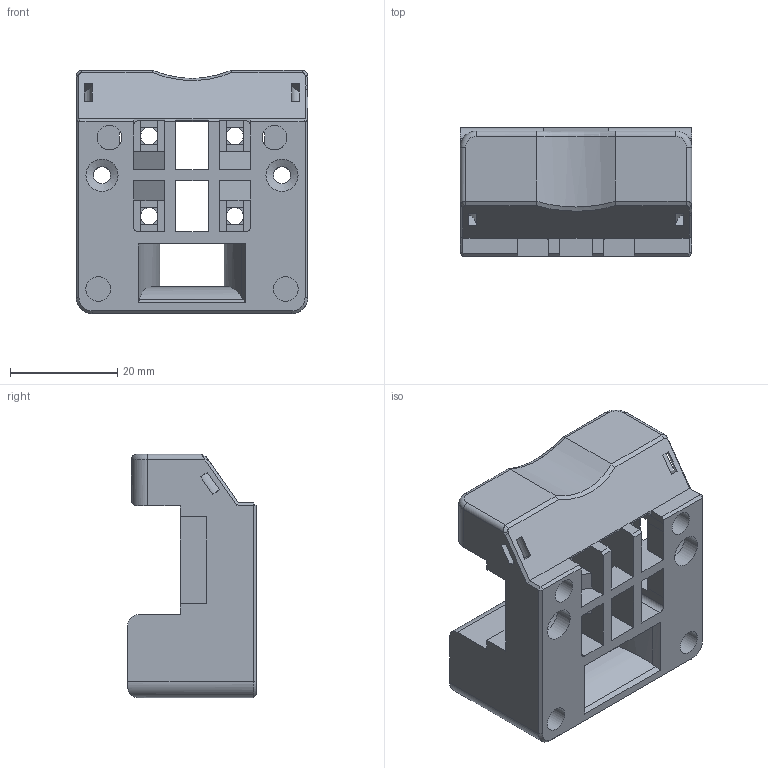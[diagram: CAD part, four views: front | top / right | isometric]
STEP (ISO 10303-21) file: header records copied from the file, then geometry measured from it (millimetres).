
FILE_DESCRIPTION(/* description */ (''),/* implementation_level */ '2;1');
FILE_NAME(/* name */ 'Mantis_carriage MGN9H Libra Mini Compatible.step',/* time_stamp */ '2022-03-03T19:45:16-06:00',/* author */ (''),/* organization */ (''),/* preprocessor_version */ 'ST-DEVELOPER v18.1',/* originating_system */ 'Autodesk Translation Framework v10.13.0.1454',/* authorisation */ '');
FILE_SCHEMA (('AUTOMOTIVE_DESIGN { 1 0 10303 214 3 1 1 }'));
Length unit declared in the file: millimetre
Products named in the file (6): Mantis_carriage; Gantry; X Axis; X Carriage; X Carriage Frame; MGN9 Carriage
Assembly tree (5 placements, depth 6):
  Mantis_carriage
    Gantry
      X Axis
        X Carriage
          X Carriage Frame
            MGN9 Carriage
Bounding box: 43.2 x 24 x 45.4 mm (x, y, z)
Volume: 24881.2 mm3; surface area: 11913.7 mm2
Topology: 1 solids, 1 shells, 290 faces, 852 edges, 548 vertices
Faces by surface type: plane 214, cylinder 59, bspline 10, cone 4, torus 3
Full cylindrical faces by diameter (mm): 1.8 x2, 2.7 x1, 3.2 x6, 4.6 x4, 6 x2, 6.1 x1
Entity records: 10169 total; most frequent: CARTESIAN_POINT 2222, ORIENTED_EDGE 1704, DIRECTION 1555, EDGE_CURVE 852, LINE 669, VECTOR 669, VERTEX_POINT 548, AXIS2_PLACEMENT_3D 443
